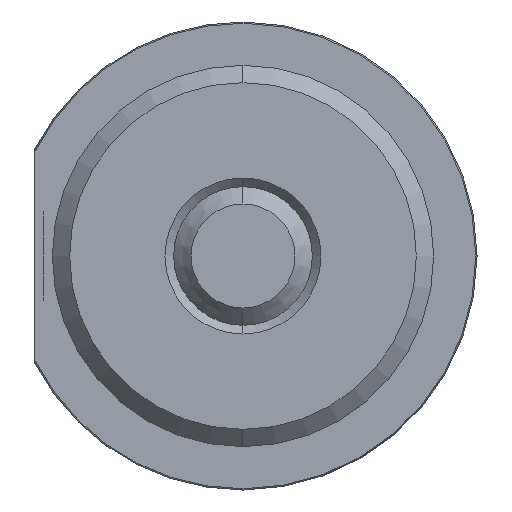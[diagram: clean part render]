
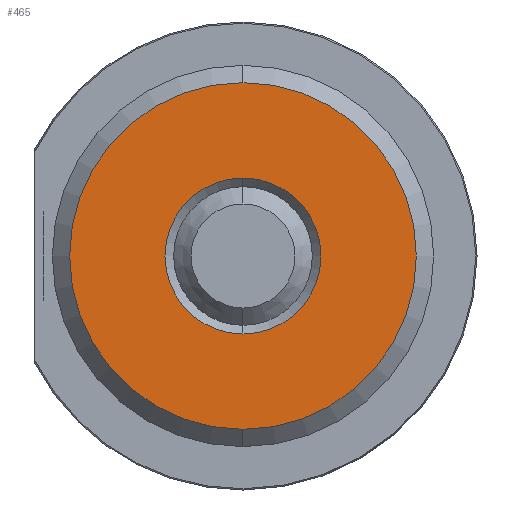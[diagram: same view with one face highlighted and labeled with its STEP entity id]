
A CAD part, left-side view. The second image highlights one B-rep face of the part: STEP entity #465.
In plain terms, the highlighted planar face has unit normal (-1, 0, 0).
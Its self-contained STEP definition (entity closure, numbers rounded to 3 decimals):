
#147 = EDGE_LOOP ( 'NONE', ( #348, #347 ) ) ;
#191 = EDGE_LOOP ( 'NONE', ( #350, #349 ) ) ;
#347 = ORIENTED_EDGE ( 'NONE', *, *, #2278, .T. ) ;
#348 = ORIENTED_EDGE ( 'NONE', *, *, #2152, .T. ) ;
#349 = ORIENTED_EDGE ( 'NONE', *, *, #2150, .T. ) ;
#350 = ORIENTED_EDGE ( 'NONE', *, *, #2322, .T. ) ;
#465 = ADVANCED_FACE ( 'NONE', ( #2011, #2025 ), #1913, .F. ) ;
#736 = CARTESIAN_POINT ( 'NONE',  ( 0., 0., 0. ) ) ;
#737 = DIRECTION ( 'NONE',  ( -1., 0., 0. ) ) ;
#738 = DIRECTION ( 'NONE',  ( 0., 0., -1. ) ) ;
#846 = CARTESIAN_POINT ( 'NONE',  ( 0., 0., 0. ) ) ;
#852 = DIRECTION ( 'NONE',  ( 1., 0., 0. ) ) ;
#853 = DIRECTION ( 'NONE',  ( 0., 0., -1. ) ) ;
#1197 = CARTESIAN_POINT ( 'NONE',  ( 0., 0., -10. ) ) ;
#1198 = CARTESIAN_POINT ( 'NONE',  ( 0., 0., -4.5 ) ) ;
#1236 = CARTESIAN_POINT ( 'NONE',  ( 0., 0., 10. ) ) ;
#1271 = CARTESIAN_POINT ( 'NONE',  ( 0., 0., 4.5 ) ) ;
#1385 = DIRECTION ( 'NONE',  ( 0., 0., -1. ) ) ;
#1386 = DIRECTION ( 'NONE',  ( 1., 0., 0. ) ) ;
#1387 = DIRECTION ( 'NONE',  ( 0., 0., -1. ) ) ;
#1392 = DIRECTION ( 'NONE',  ( -1., 0., 0. ) ) ;
#1418 = CARTESIAN_POINT ( 'NONE',  ( 0., 0., 0. ) ) ;
#1442 = CARTESIAN_POINT ( 'NONE',  ( 0., 0., 0. ) ) ;
#1725 = VERTEX_POINT ( 'NONE', #1271 ) ;
#1738 = VERTEX_POINT ( 'NONE', #1236 ) ;
#1764 = VERTEX_POINT ( 'NONE', #1197 ) ;
#1768 = VERTEX_POINT ( 'NONE', #1198 ) ;
#1777 = CARTESIAN_POINT ( 'NONE',  ( 0., 4., 0. ) ) ;
#1908 = DIRECTION ( 'NONE',  ( 0., 0., -1. ) ) ;
#1911 = DIRECTION ( 'NONE',  ( 1., 0., 0. ) ) ;
#1913 = PLANE ( 'NONE',  #2111 ) ;
#2011 = FACE_BOUND ( 'NONE', #191, .T. ) ;
#2025 = FACE_OUTER_BOUND ( 'NONE', #147, .T. ) ;
#2111 = AXIS2_PLACEMENT_3D ( 'NONE', #1777, #1911, #1908 ) ;
#2150 = EDGE_CURVE ( 'NONE', #1768, #1725, #2684, .T. ) ;
#2152 = EDGE_CURVE ( 'NONE', #1764, #1738, #2686, .T. ) ;
#2278 = EDGE_CURVE ( 'NONE', #1738, #1764, #2854, .T. ) ;
#2322 = EDGE_CURVE ( 'NONE', #1725, #1768, #2915, .T. ) ;
#2392 = AXIS2_PLACEMENT_3D ( 'NONE', #1442, #1386, #1387 ) ;
#2395 = AXIS2_PLACEMENT_3D ( 'NONE', #1418, #1392, #1385 ) ;
#2455 = AXIS2_PLACEMENT_3D ( 'NONE', #736, #737, #738 ) ;
#2482 = AXIS2_PLACEMENT_3D ( 'NONE', #846, #852, #853 ) ;
#2684 = CIRCLE ( 'NONE', #2392, 4.5 ) ;
#2686 = CIRCLE ( 'NONE', #2395, 10. ) ;
#2854 = CIRCLE ( 'NONE', #2455, 10. ) ;
#2915 = CIRCLE ( 'NONE', #2482, 4.5 ) ;
